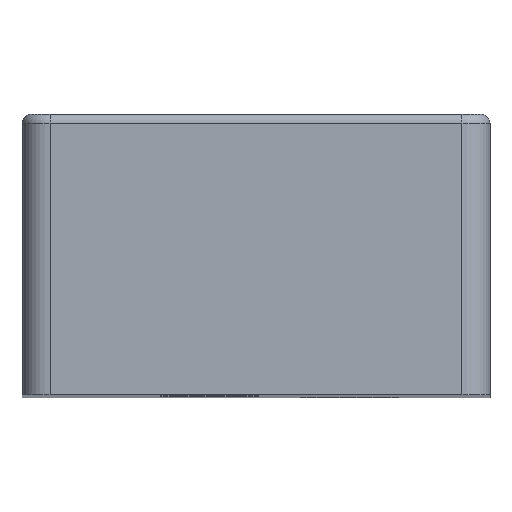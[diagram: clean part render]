
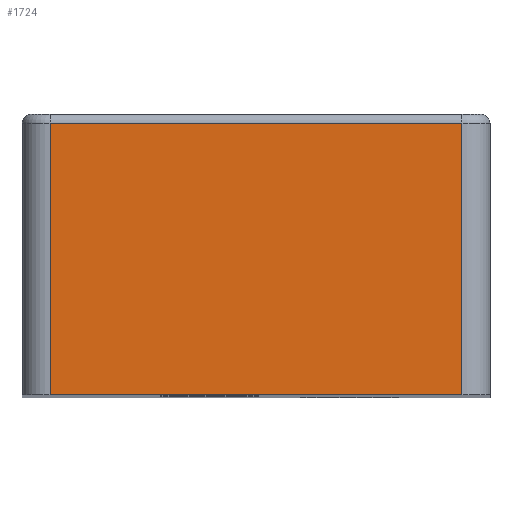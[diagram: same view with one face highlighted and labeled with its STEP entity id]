
A CAD part, top view. The second image highlights one B-rep face of the part: STEP entity #1724.
In plain terms, the highlighted planar face has unit normal (0, 0, 1).
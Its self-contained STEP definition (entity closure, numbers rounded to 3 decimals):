
#188=LINE('',#2725,#335);
#198=LINE('',#2764,#345);
#199=LINE('',#2768,#346);
#200=LINE('',#2769,#347);
#335=VECTOR('',#2134,10.);
#345=VECTOR('',#2182,10.);
#346=VECTOR('',#2187,10.);
#347=VECTOR('',#2188,10.);
#452=PLANE('',#1884);
#510=FACE_OUTER_BOUND('',#632,.T.);
#632=EDGE_LOOP('',(#1305,#1306,#1307,#1308));
#853=VERTEX_POINT('',#2719);
#854=VERTEX_POINT('',#2723);
#864=VERTEX_POINT('',#2763);
#865=VERTEX_POINT('',#2767);
#1010=EDGE_CURVE('',#854,#853,#188,.T.);
#1029=EDGE_CURVE('',#853,#864,#198,.T.);
#1031=EDGE_CURVE('',#865,#854,#199,.T.);
#1032=EDGE_CURVE('',#865,#864,#200,.T.);
#1305=ORIENTED_EDGE('',*,*,#1010,.F.);
#1306=ORIENTED_EDGE('',*,*,#1031,.F.);
#1307=ORIENTED_EDGE('',*,*,#1032,.T.);
#1308=ORIENTED_EDGE('',*,*,#1029,.F.);
#1724=ADVANCED_FACE('',(#510),#452,.T.);
#1884=AXIS2_PLACEMENT_3D('',#2766,#2185,#2186);
#2134=DIRECTION('',(1.,0.,0.));
#2182=DIRECTION('',(0.,-1.,0.));
#2185=DIRECTION('center_axis',(0.,0.,1.));
#2186=DIRECTION('ref_axis',(1.,0.,0.));
#2187=DIRECTION('',(0.,1.,0.));
#2188=DIRECTION('',(1.,0.,0.));
#2719=CARTESIAN_POINT('',(47.,29.,0.));
#2723=CARTESIAN_POINT('',(3.,29.,0.));
#2725=CARTESIAN_POINT('',(12.5,29.,0.));
#2763=CARTESIAN_POINT('',(47.,0.,0.));
#2764=CARTESIAN_POINT('',(47.,0.,0.));
#2766=CARTESIAN_POINT('Origin',(0.,0.,0.));
#2767=CARTESIAN_POINT('',(3.,0.,0.));
#2768=CARTESIAN_POINT('',(3.,0.,0.));
#2769=CARTESIAN_POINT('',(0.,0.,0.));
